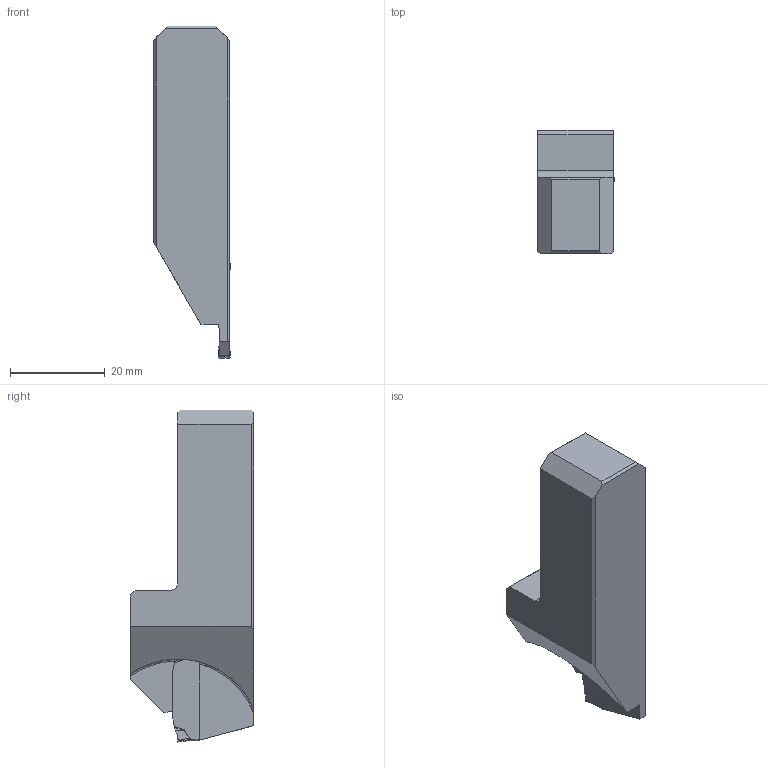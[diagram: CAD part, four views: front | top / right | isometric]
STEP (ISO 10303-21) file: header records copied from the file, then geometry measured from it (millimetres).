
FILE_DESCRIPTION(/* description */ (''),/* implementation_level */ '2;1');
FILE_NAME(/* name */ '1695381619188.stp',/* time_stamp */ '2023-09-22T16:50:32+05:00',/* author */ (''),/* organization */ ('SMS'),/* preprocessor_version */ 'ST-DEVELOPER v16.7',/* originating_system */ 'SIEMENS PLM Software NX 12.0',/* authorisation */ '');
FILE_SCHEMA (('AUTOMOTIVE_DESIGN { 1 0 10303 214 3 1 1 1 }'));
Length unit declared in the file: millimetre
Products named in the file (4): 204179135nuc000_00; ASSEMBLY_CONSTRUCTION; 204370024mod000_00; 204370025mod000_00
Assembly tree (3 placements, depth 2):
  204370025mod000_00
    204370024mod000_00
    ASSEMBLY_CONSTRUCTION
    204179135nuc000_00
Bounding box: 16.15 x 26 x 70 mm (x, y, z)
Volume: 16420.2 mm3; surface area: 5288.5 mm2
Topology: 2 solids, 2 shells, 107 faces, 282 edges, 186 vertices
Faces by surface type: plane 55, bspline 32, cylinder 18, torus 2
Entity records: 4372 total; most frequent: CARTESIAN_POINT 1809, ORIENTED_EDGE 562, DIRECTION 427, EDGE_CURVE 281, VERTEX_POINT 178, LINE 157, VECTOR 157, AXIS2_PLACEMENT_3D 135
